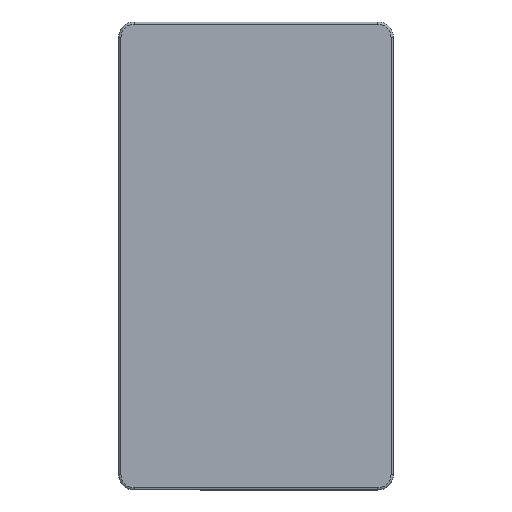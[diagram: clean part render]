
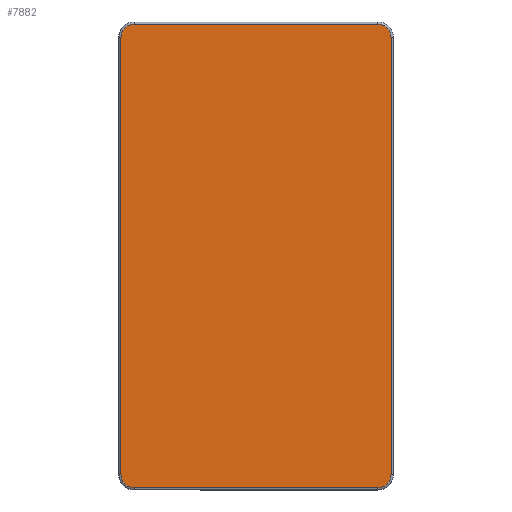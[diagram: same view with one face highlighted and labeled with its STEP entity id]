
A CAD part, front view. The second image highlights one B-rep face of the part: STEP entity #7882.
In plain terms, the highlighted planar face has unit normal (0, -1, 0).
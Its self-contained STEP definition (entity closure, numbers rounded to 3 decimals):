
#16 = CARTESIAN_POINT ( 'NONE',  ( 27.925, 0., -52.35 ) ) ;
#105 = ORIENTED_EDGE ( 'NONE', *, *, #804, .T. ) ;
#208 = CARTESIAN_POINT ( 'NONE',  ( -27.075, 0., -49.35 ) ) ;
#441 = VERTEX_POINT ( 'NONE', #10386 ) ;
#699 = DIRECTION ( 'NONE',  ( 0., 0., -1. ) ) ;
#804 = EDGE_CURVE ( 'NONE', #6455, #5711, #10320, .T. ) ;
#1058 = DIRECTION ( 'NONE',  ( 1., 0., 0. ) ) ;
#1285 = DIRECTION ( 'NONE',  ( 0., 0., -1. ) ) ;
#1298 = DIRECTION ( 'NONE',  ( 0., -1., 0. ) ) ;
#1765 = VERTEX_POINT ( 'NONE', #5944 ) ;
#2215 = EDGE_CURVE ( 'NONE', #9757, #6455, #3384, .T. ) ;
#2358 = DIRECTION ( 'NONE',  ( 0., -1., 0. ) ) ;
#2933 = AXIS2_PLACEMENT_3D ( 'NONE', #11735, #1298, #7444 ) ;
#3068 = VERTEX_POINT ( 'NONE', #13540 ) ;
#3098 = CARTESIAN_POINT ( 'NONE',  ( -27.075, 0., -49.35 ) ) ;
#3148 = ORIENTED_EDGE ( 'NONE', *, *, #5349, .T. ) ;
#3384 = CIRCLE ( 'NONE', #2933, 3. ) ;
#3937 = LINE ( 'NONE', #10019, #10020 ) ;
#4222 = LINE ( 'NONE', #6218, #8647 ) ;
#4247 = EDGE_CURVE ( 'NONE', #8246, #6735, #11937, .T. ) ;
#4316 = VECTOR ( 'NONE', #1058, 1000. ) ;
#4722 = ORIENTED_EDGE ( 'NONE', *, *, #13061, .T. ) ;
#4742 = EDGE_LOOP ( 'NONE', ( #9377, #6415, #4722, #5414, #105, #6954, #3148, #7754 ) ) ;
#4793 = CARTESIAN_POINT ( 'NONE',  ( 30.925, 0., -49.35 ) ) ;
#4884 = DIRECTION ( 'NONE',  ( 0., -1., 0. ) ) ;
#5349 = EDGE_CURVE ( 'NONE', #1765, #441, #3937, .T. ) ;
#5414 = ORIENTED_EDGE ( 'NONE', *, *, #2215, .T. ) ;
#5711 = VERTEX_POINT ( 'NONE', #13171 ) ;
#5944 = CARTESIAN_POINT ( 'NONE',  ( -30.075, 0., 49.35 ) ) ;
#6218 = CARTESIAN_POINT ( 'NONE',  ( 30.925, 0., -49.35 ) ) ;
#6357 = CARTESIAN_POINT ( 'NONE',  ( 30.925, 0., 49.35 ) ) ;
#6415 = ORIENTED_EDGE ( 'NONE', *, *, #4247, .T. ) ;
#6452 = AXIS2_PLACEMENT_3D ( 'NONE', #7849, #8815, #13249 ) ;
#6455 = VERTEX_POINT ( 'NONE', #13465 ) ;
#6573 = CARTESIAN_POINT ( 'NONE',  ( 27.925, 0., -52.35 ) ) ;
#6735 = VERTEX_POINT ( 'NONE', #4793 ) ;
#6954 = ORIENTED_EDGE ( 'NONE', *, *, #12289, .T. ) ;
#7026 = DIRECTION ( 'NONE',  ( 0., 0., -1. ) ) ;
#7285 = DIRECTION ( 'NONE',  ( -1., 0., 0. ) ) ;
#7318 = EDGE_CURVE ( 'NONE', #441, #3068, #9565, .T. ) ;
#7387 = AXIS2_PLACEMENT_3D ( 'NONE', #3098, #10747, #1285 ) ;
#7444 = DIRECTION ( 'NONE',  ( 0., 0., -1. ) ) ;
#7513 = AXIS2_PLACEMENT_3D ( 'NONE', #13253, #4884, #7026 ) ;
#7754 = ORIENTED_EDGE ( 'NONE', *, *, #7318, .T. ) ;
#7849 = CARTESIAN_POINT ( 'NONE',  ( -27.075, 0., 49.35 ) ) ;
#7882 = ADVANCED_FACE ( 'NONE', ( #9835 ), #11859, .T. ) ;
#8209 = EDGE_CURVE ( 'NONE', #3068, #8246, #9671, .T. ) ;
#8246 = VERTEX_POINT ( 'NONE', #6573 ) ;
#8357 = DIRECTION ( 'NONE',  ( 0., 0., -1. ) ) ;
#8647 = VECTOR ( 'NONE', #9239, 1000. ) ;
#8815 = DIRECTION ( 'NONE',  ( 0., -1., 0. ) ) ;
#9239 = DIRECTION ( 'NONE',  ( 0., 0., 1. ) ) ;
#9377 = ORIENTED_EDGE ( 'NONE', *, *, #8209, .T. ) ;
#9425 = CARTESIAN_POINT ( 'NONE',  ( -27.075, 0., 52.35 ) ) ;
#9565 = CIRCLE ( 'NONE', #13557, 3. ) ;
#9671 = LINE ( 'NONE', #16, #4316 ) ;
#9757 = VERTEX_POINT ( 'NONE', #6357 ) ;
#9835 = FACE_OUTER_BOUND ( 'NONE', #4742, .T. ) ;
#10019 = CARTESIAN_POINT ( 'NONE',  ( -30.075, 0., -49.35 ) ) ;
#10020 = VECTOR ( 'NONE', #699, 1000. ) ;
#10320 = LINE ( 'NONE', #9425, #12364 ) ;
#10386 = CARTESIAN_POINT ( 'NONE',  ( -30.075, 0., -49.35 ) ) ;
#10747 = DIRECTION ( 'NONE',  ( 0., -1., 0. ) ) ;
#11735 = CARTESIAN_POINT ( 'NONE',  ( 27.925, 0., 49.35 ) ) ;
#11859 = PLANE ( 'NONE',  #7387 ) ;
#11937 = CIRCLE ( 'NONE', #7513, 3. ) ;
#11979 = CIRCLE ( 'NONE', #6452, 3. ) ;
#12289 = EDGE_CURVE ( 'NONE', #5711, #1765, #11979, .T. ) ;
#12364 = VECTOR ( 'NONE', #7285, 1000. ) ;
#13061 = EDGE_CURVE ( 'NONE', #6735, #9757, #4222, .T. ) ;
#13171 = CARTESIAN_POINT ( 'NONE',  ( -27.075, 0., 52.35 ) ) ;
#13249 = DIRECTION ( 'NONE',  ( 0., 0., -1. ) ) ;
#13253 = CARTESIAN_POINT ( 'NONE',  ( 27.925, 0., -49.35 ) ) ;
#13465 = CARTESIAN_POINT ( 'NONE',  ( 27.925, 0., 52.35 ) ) ;
#13540 = CARTESIAN_POINT ( 'NONE',  ( -27.075, 0., -52.35 ) ) ;
#13557 = AXIS2_PLACEMENT_3D ( 'NONE', #208, #2358, #8357 ) ;
